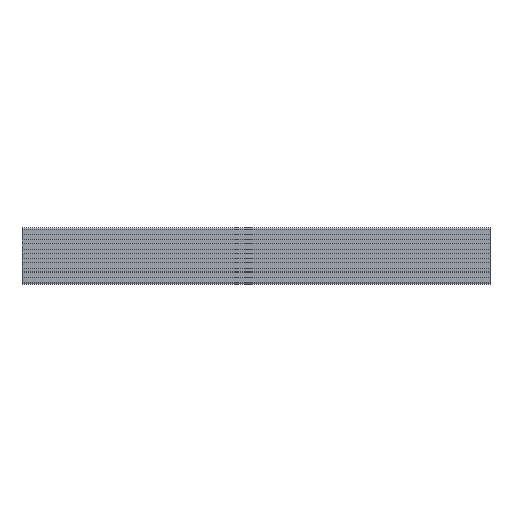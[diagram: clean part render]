
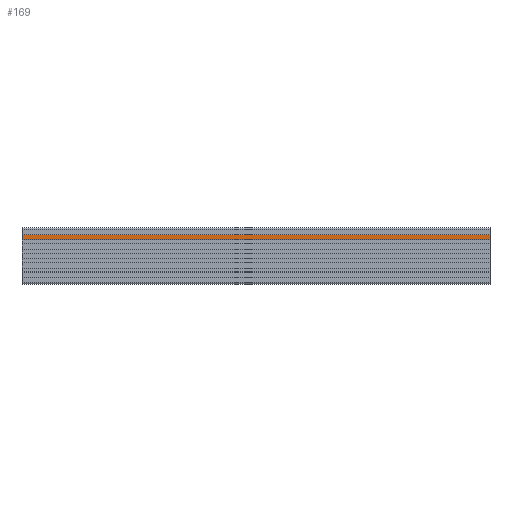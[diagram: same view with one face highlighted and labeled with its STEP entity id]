
A CAD part, top view. The second image highlights one B-rep face of the part: STEP entity #169.
In plain terms, the highlighted planar face has unit normal (0, 0, 1).
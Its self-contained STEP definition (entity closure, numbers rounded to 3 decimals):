
#169 = ADVANCED_FACE ( 'NONE', ( #7537 ), #4009, .T. ) ;
#485 = CARTESIAN_POINT ( 'NONE',  ( -1126.491, 33.914, 7.5 ) ) ;
#488 = DIRECTION ( 'NONE',  ( 1., 0., 0. ) ) ;
#501 = CARTESIAN_POINT ( 'NONE',  ( -1126.491, 46.086, 7.5 ) ) ;
#502 = DIRECTION ( 'NONE',  ( 1., 0., 0. ) ) ;
#565 = CARTESIAN_POINT ( 'NONE',  ( 0., 46.086, 7.5 ) ) ;
#570 = DIRECTION ( 'NONE',  ( 0., -1., 0. ) ) ;
#643 = CARTESIAN_POINT ( 'NONE',  ( -1000., 46.086, 7.5 ) ) ;
#644 = DIRECTION ( 'NONE',  ( 0., 1., 0. ) ) ;
#3098 = CARTESIAN_POINT ( 'NONE',  ( -1000., 33.914, 7.5 ) ) ;
#3101 = CARTESIAN_POINT ( 'NONE',  ( -1000., 46.086, 7.5 ) ) ;
#3115 = CARTESIAN_POINT ( 'NONE',  ( 0., 33.914, 7.5 ) ) ;
#3119 = CARTESIAN_POINT ( 'NONE',  ( 0., 46.086, 7.5 ) ) ;
#4009 = PLANE ( 'NONE',  #6941 ) ;
#4012 = CARTESIAN_POINT ( 'NONE',  ( -1126.491, 46.086, 7.5 ) ) ;
#4018 = DIRECTION ( 'NONE',  ( 0., 0., 1. ) ) ;
#4019 = DIRECTION ( 'NONE',  ( 0., -1., 0. ) ) ;
#4619 = EDGE_LOOP ( 'NONE', ( #5625, #5601, #5568, #5598 ) ) ;
#5568 = ORIENTED_EDGE ( 'NONE', *, *, #6111, .F. ) ;
#5598 = ORIENTED_EDGE ( 'NONE', *, *, #6077, .F. ) ;
#5601 = ORIENTED_EDGE ( 'NONE', *, *, #6070, .T. ) ;
#5625 = ORIENTED_EDGE ( 'NONE', *, *, #6148, .F. ) ;
#6070 = EDGE_CURVE ( 'NONE', #8642, #8659, #7829, .T. ) ;
#6077 = EDGE_CURVE ( 'NONE', #8645, #8663, #7868, .T. ) ;
#6111 = EDGE_CURVE ( 'NONE', #8663, #8659, #7917, .T. ) ;
#6148 = EDGE_CURVE ( 'NONE', #8642, #8645, #8010, .T. ) ;
#6941 = AXIS2_PLACEMENT_3D ( 'NONE', #4012, #4018, #4019 ) ;
#7537 = FACE_OUTER_BOUND ( 'NONE', #4619, .T. ) ;
#7829 = LINE ( 'NONE', #485, #7854 ) ;
#7854 = VECTOR ( 'NONE', #488, 1000. ) ;
#7868 = LINE ( 'NONE', #501, #7869 ) ;
#7869 = VECTOR ( 'NONE', #502, 1000. ) ;
#7917 = LINE ( 'NONE', #565, #7936 ) ;
#7936 = VECTOR ( 'NONE', #570, 1000. ) ;
#8010 = LINE ( 'NONE', #643, #8011 ) ;
#8011 = VECTOR ( 'NONE', #644, 1000. ) ;
#8642 = VERTEX_POINT ( 'NONE', #3098 ) ;
#8645 = VERTEX_POINT ( 'NONE', #3101 ) ;
#8659 = VERTEX_POINT ( 'NONE', #3115 ) ;
#8663 = VERTEX_POINT ( 'NONE', #3119 ) ;
